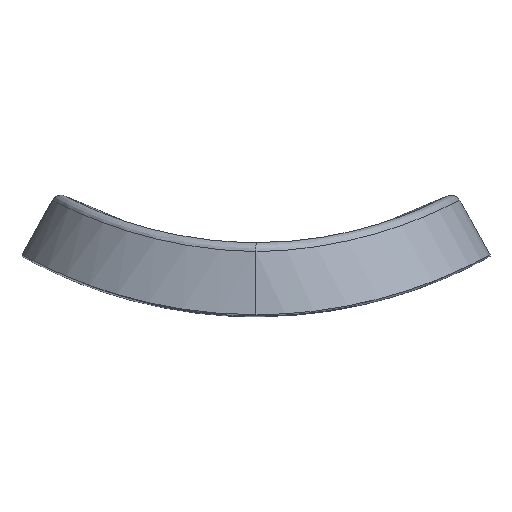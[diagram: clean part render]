
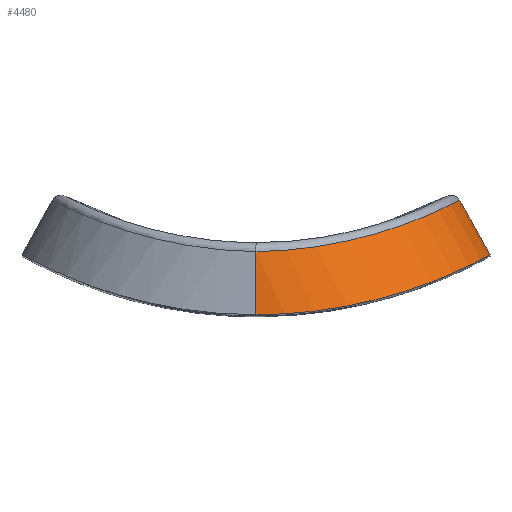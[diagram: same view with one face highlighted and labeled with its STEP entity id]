
A CAD part, top view. The second image highlights one B-rep face of the part: STEP entity #4480.
In plain terms, the highlighted cylindrical face has radius 12 mm (diameter 24 mm), a partial arc.
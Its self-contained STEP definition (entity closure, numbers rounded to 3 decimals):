
#46 = CARTESIAN_POINT ( 'NONE',  ( 9.854, 5.588, 23.978 ) ) ;
#95 = CARTESIAN_POINT ( 'NONE',  ( 10.455, 5.891, 20.744 ) ) ;
#101 = FACE_OUTER_BOUND ( 'NONE', #4641, .T. ) ;
#467 = CARTESIAN_POINT ( 'NONE',  ( 8.914, 1.648, 28.374 ) ) ;
#1023 = CARTESIAN_POINT ( 'NONE',  ( 0.736, 3.251, 31.799 ) ) ;
#1354 = CARTESIAN_POINT ( 'NONE',  ( 12., 3.082, 20. ) ) ;
#1449 = CARTESIAN_POINT ( 'NONE',  ( 1.616, 0.04, 31.937 ) ) ;
#1494 = CARTESIAN_POINT ( 'NONE',  ( 4.353, 0.381, 31.321 ) ) ;
#1539 = CARTESIAN_POINT ( 'NONE',  ( 2.803, 0.155, 31.736 ) ) ;
#1559 = EDGE_CURVE ( 'NONE', #1616, #11221, #2457, .T. ) ;
#1612 = DIRECTION ( 'NONE',  ( 0.482, -0.876, 0. ) ) ;
#1616 = VERTEX_POINT ( 'NONE', #4139 ) ;
#2026 = CARTESIAN_POINT ( 'NONE',  ( 5.468, 3.97, 29.959 ) ) ;
#2042 = ORIENTED_EDGE ( 'NONE', *, *, #8072, .F. ) ;
#2075 = CARTESIAN_POINT ( 'NONE',  ( 8.664, 5.05, 26.606 ) ) ;
#2117 = CARTESIAN_POINT ( 'NONE',  ( 10.215, 5.768, 22.557 ) ) ;
#2457 = B_SPLINE_CURVE_WITH_KNOTS ( 'NONE', 3,
 ( #9909, #95, #5006, #2117, #12693, #6993, #46, #9863, #8837, #2075, #5048, #11898, #8968, #9987, #4961, #2955, #2026, #9817, #3927, #10792, #11780, #5953, #6955, #1023, #6210, #6166 ),
 .UNSPECIFIED., .F., .F.,
 ( 4, 2, 2, 2, 2, 2, 2, 2, 2, 2, 2, 2, 4 ),
 ( 0., 0.002, 0.003, 0.004, 0.007, 0.008, 0.009, 0.011, 0.012, 0.013, 0.015, 0.016, 0.018 ),
 .UNSPECIFIED. ) ;
#2577 = VECTOR ( 'NONE', #1612, 1000. ) ;
#2604 = CARTESIAN_POINT ( 'NONE',  ( 0., 3.231, 31.899 ) ) ;
#2950 = VERTEX_POINT ( 'NONE', #9578 ) ;
#2955 = CARTESIAN_POINT ( 'NONE',  ( 5.765, 4.05, 29.752 ) ) ;
#2977 = CARTESIAN_POINT ( 'NONE',  ( 0., 3.231, 31.899 ) ) ;
#3418 = DIRECTION ( 'NONE',  ( 0.482, -0.876, 0. ) ) ;
#3498 = CARTESIAN_POINT ( 'NONE',  ( 10.517, 2.325, 26.15 ) ) ;
#3811 = CYLINDRICAL_SURFACE ( 'NONE', #10190, 12. ) ;
#3927 = CARTESIAN_POINT ( 'NONE',  ( 4.535, 3.749, 30.522 ) ) ;
#4134 = CARTESIAN_POINT ( 'NONE',  ( 12., 3.082, 20. ) ) ;
#4139 = CARTESIAN_POINT ( 'NONE',  ( 10.455, 5.891, 20. ) ) ;
#4480 = ADVANCED_FACE ( 'NONE', ( #101 ), #3811, .T. ) ;
#4641 = EDGE_LOOP ( 'NONE', ( #6001, #5709, #8372, #2042 ) ) ;
#4923 = EDGE_CURVE ( 'NONE', #1616, #10330, #5178, .T. ) ;
#4961 = CARTESIAN_POINT ( 'NONE',  ( 6.615, 4.293, 29.092 ) ) ;
#5006 = CARTESIAN_POINT ( 'NONE',  ( 10.394, 5.859, 21.476 ) ) ;
#5048 = CARTESIAN_POINT ( 'NONE',  ( 8.472, 4.97, 26.91 ) ) ;
#5178 = LINE ( 'NONE', #6538, #2577 ) ;
#5430 = CARTESIAN_POINT ( 'NONE',  ( 9.172, 1.749, 28.082 ) ) ;
#5709 = ORIENTED_EDGE ( 'NONE', *, *, #1559, .T. ) ;
#5953 = CARTESIAN_POINT ( 'NONE',  ( 1.824, 3.329, 31.57 ) ) ;
#6001 = ORIENTED_EDGE ( 'NONE', *, *, #4923, .F. ) ;
#6166 = CARTESIAN_POINT ( 'NONE',  ( 0., 3.231, 31.899 ) ) ;
#6210 = CARTESIAN_POINT ( 'NONE',  ( 0.369, 3.237, 31.856 ) ) ;
#6334 = CARTESIAN_POINT ( 'NONE',  ( 0., 0., 32. ) ) ;
#6385 = CARTESIAN_POINT ( 'NONE',  ( 7.494, 1.144, 29.694 ) ) ;
#6462 = CARTESIAN_POINT ( 'NONE',  ( 5.461, 0.595, 30.903 ) ) ;
#6538 = CARTESIAN_POINT ( 'NONE',  ( 12., 3.082, 20. ) ) ;
#6955 = CARTESIAN_POINT ( 'NONE',  ( 1.462, 3.297, 31.657 ) ) ;
#6993 = CARTESIAN_POINT ( 'NONE',  ( 9.96, 5.64, 23.624 ) ) ;
#7330 = CARTESIAN_POINT ( 'NONE',  ( 9.888, 2.046, 27.144 ) ) ;
#7372 = CARTESIAN_POINT ( 'NONE',  ( 11.928, 3.043, 21.613 ) ) ;
#7454 = CARTESIAN_POINT ( 'NONE',  ( 6.164, 0.765, 30.552 ) ) ;
#7875 =( BOUNDED_CURVE ( )  B_SPLINE_CURVE ( 3, ( #9798, #7989, #8898, #2977 ),
 .UNSPECIFIED., .F., .F. ) 
 B_SPLINE_CURVE_WITH_KNOTS ( ( 4, 4 ),
 ( 4.712, 4.843 ),
 .UNSPECIFIED. ) 
 CURVE ( )  GEOMETRIC_REPRESENTATION_ITEM ( )  RATIONAL_B_SPLINE_CURVE ( ( 1., 0.999, 0.999, 1. ) ) 
 REPRESENTATION_ITEM ( '' )  );
#7989 = CARTESIAN_POINT ( 'NONE',  ( 0., 1.081, 32. ) ) ;
#8072 = EDGE_CURVE ( 'NONE', #10330, #2950, #8240, .T. ) ;
#8240 = B_SPLINE_CURVE_WITH_KNOTS ( 'NONE', 3,
 ( #4134, #11270, #7372, #12228, #11316, #8389, #9467, #12352, #3498, #7330, #10235, #5430, #467, #8435, #6385, #7454, #6462, #1494, #10273, #12313, #1539, #1449, #12275, #6334 ),
 .UNSPECIFIED., .F., .F.,
 ( 4, 2, 2, 2, 2, 2, 2, 2, 2, 2, 2, 4 ),
 ( 0., 0.002, 0.004, 0.005, 0.007, 0.008, 0.01, 0.012, 0.014, 0.016, 0.017, 0.019 ),
 .UNSPECIFIED. ) ;
#8372 = ORIENTED_EDGE ( 'NONE', *, *, #10668, .F. ) ;
#8389 = CARTESIAN_POINT ( 'NONE',  ( 11.415, 2.77, 23.954 ) ) ;
#8435 = CARTESIAN_POINT ( 'NONE',  ( 8.097, 1.346, 29.202 ) ) ;
#8837 = CARTESIAN_POINT ( 'NONE',  ( 9.196, 5.278, 25.67 ) ) ;
#8898 = CARTESIAN_POINT ( 'NONE',  ( 0., 2.16, 31.966 ) ) ;
#8968 = CARTESIAN_POINT ( 'NONE',  ( 7.833, 4.719, 27.787 ) ) ;
#9345 = DIRECTION ( 'NONE',  ( 0.876, 0.482, 0. ) ) ;
#9426 = CARTESIAN_POINT ( 'NONE',  ( -10.515, 19.117, 20. ) ) ;
#9467 = CARTESIAN_POINT ( 'NONE',  ( 11.29, 2.706, 24.337 ) ) ;
#9578 = CARTESIAN_POINT ( 'NONE',  ( 0., 0., 32. ) ) ;
#9798 = CARTESIAN_POINT ( 'NONE',  ( 0., 0., 32. ) ) ;
#9817 = CARTESIAN_POINT ( 'NONE',  ( 4.851, 3.82, 30.345 ) ) ;
#9863 = CARTESIAN_POINT ( 'NONE',  ( 9.493, 5.415, 25.013 ) ) ;
#9909 = CARTESIAN_POINT ( 'NONE',  ( 10.455, 5.891, 20. ) ) ;
#9987 = CARTESIAN_POINT ( 'NONE',  ( 7.131, 4.464, 28.601 ) ) ;
#10190 = AXIS2_PLACEMENT_3D ( 'NONE', #9426, #3418, #9345 ) ;
#10235 = CARTESIAN_POINT ( 'NONE',  ( 9.659, 1.948, 27.467 ) ) ;
#10273 = CARTESIAN_POINT ( 'NONE',  ( 3.974, 0.316, 31.443 ) ) ;
#10330 = VERTEX_POINT ( 'NONE', #1354 ) ;
#10668 = EDGE_CURVE ( 'NONE', #2950, #11221, #7875, .T. ) ;
#10792 = CARTESIAN_POINT ( 'NONE',  ( 3.563, 3.554, 31.006 ) ) ;
#11221 = VERTEX_POINT ( 'NONE', #2604 ) ;
#11270 = CARTESIAN_POINT ( 'NONE',  ( 12., 3.082, 20.813 ) ) ;
#11316 = CARTESIAN_POINT ( 'NONE',  ( 11.628, 2.882, 23.181 ) ) ;
#11780 = CARTESIAN_POINT ( 'NONE',  ( 2.886, 3.446, 31.266 ) ) ;
#11898 = CARTESIAN_POINT ( 'NONE',  ( 8.056, 4.805, 27.5 ) ) ;
#12228 = CARTESIAN_POINT ( 'NONE',  ( 11.717, 2.929, 22.792 ) ) ;
#12275 = CARTESIAN_POINT ( 'NONE',  ( 0.813, 0., 32. ) ) ;
#12313 = CARTESIAN_POINT ( 'NONE',  ( 3.198, 0.203, 31.65 ) ) ;
#12352 = CARTESIAN_POINT ( 'NONE',  ( 10.865, 2.493, 25.449 ) ) ;
#12693 = CARTESIAN_POINT ( 'NONE',  ( 10.14, 5.73, 22.915 ) ) ;
